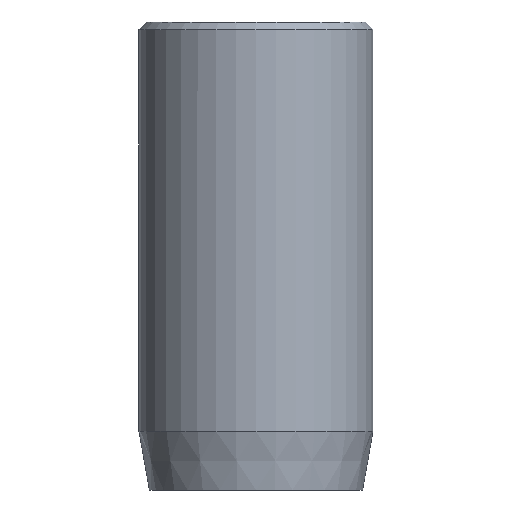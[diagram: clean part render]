
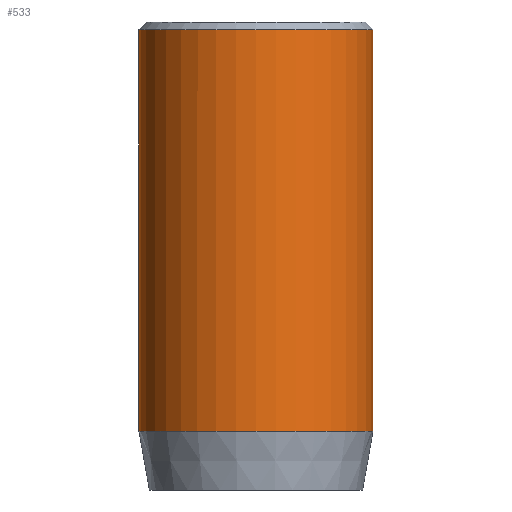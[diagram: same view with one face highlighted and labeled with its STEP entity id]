
A CAD part, front view. The second image highlights one B-rep face of the part: STEP entity #533.
In plain terms, the highlighted cylindrical face has radius 3 mm (diameter 6 mm), a partial arc.
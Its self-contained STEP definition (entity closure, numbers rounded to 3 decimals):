
#80 = CARTESIAN_POINT ( 'NONE',  ( -3., 0., 12. ) ) ;
#85 = LINE ( 'NONE', #535, #583 ) ;
#92 = CARTESIAN_POINT ( 'NONE',  ( -3., 0., 1.5 ) ) ;
#226 = EDGE_CURVE ( 'NONE', #1167, #592, #449, .T. ) ;
#248 = EDGE_LOOP ( 'NONE', ( #1183, #553, #435, #1021 ) ) ;
#269 = AXIS2_PLACEMENT_3D ( 'NONE', #909, #691, #571 ) ;
#369 = AXIS2_PLACEMENT_3D ( 'NONE', #1008, #1134, #573 ) ;
#376 = CARTESIAN_POINT ( 'NONE',  ( 3., 0., 11.8 ) ) ;
#432 = EDGE_CURVE ( 'NONE', #1068, #452, #953, .T. ) ;
#435 = ORIENTED_EDGE ( 'NONE', *, *, #973, .T. ) ;
#449 = CIRCLE ( 'NONE', #369, 3. ) ;
#452 = VERTEX_POINT ( 'NONE', #544 ) ;
#533 = ADVANCED_FACE ( 'NONE', ( #1140 ), #876, .T. ) ;
#535 = CARTESIAN_POINT ( 'NONE',  ( 3., 0., 12. ) ) ;
#544 = CARTESIAN_POINT ( 'NONE',  ( 3., 0., 1.5 ) ) ;
#553 = ORIENTED_EDGE ( 'NONE', *, *, #226, .T. ) ;
#564 = DIRECTION ( 'NONE',  ( 0., 0., -1. ) ) ;
#571 = DIRECTION ( 'NONE',  ( -1., 0., 0. ) ) ;
#572 = LINE ( 'NONE', #80, #594 ) ;
#573 = DIRECTION ( 'NONE',  ( 1., 0., 0. ) ) ;
#583 = VECTOR ( 'NONE', #564, 1000. ) ;
#592 = VERTEX_POINT ( 'NONE', #1024 ) ;
#594 = VECTOR ( 'NONE', #658, 1000. ) ;
#658 = DIRECTION ( 'NONE',  ( 0., 0., -1. ) ) ;
#690 = EDGE_CURVE ( 'NONE', #1167, #452, #85, .T. ) ;
#691 = DIRECTION ( 'NONE',  ( 0., 0., -1. ) ) ;
#828 = AXIS2_PLACEMENT_3D ( 'NONE', #1104, #1106, #1109 ) ;
#876 = CYLINDRICAL_SURFACE ( 'NONE', #269, 3. ) ;
#909 = CARTESIAN_POINT ( 'NONE',  ( 0., 0., 12. ) ) ;
#953 = CIRCLE ( 'NONE', #828, 3. ) ;
#973 = EDGE_CURVE ( 'NONE', #592, #1068, #572, .T. ) ;
#1008 = CARTESIAN_POINT ( 'NONE',  ( 0., 0., 11.8 ) ) ;
#1021 = ORIENTED_EDGE ( 'NONE', *, *, #432, .T. ) ;
#1024 = CARTESIAN_POINT ( 'NONE',  ( -3., 0., 11.8 ) ) ;
#1068 = VERTEX_POINT ( 'NONE', #92 ) ;
#1104 = CARTESIAN_POINT ( 'NONE',  ( 0., 0., 1.5 ) ) ;
#1106 = DIRECTION ( 'NONE',  ( 0., 0., 1. ) ) ;
#1109 = DIRECTION ( 'NONE',  ( 1., 0., 0. ) ) ;
#1134 = DIRECTION ( 'NONE',  ( 0., 0., -1. ) ) ;
#1140 = FACE_OUTER_BOUND ( 'NONE', #248, .T. ) ;
#1167 = VERTEX_POINT ( 'NONE', #376 ) ;
#1183 = ORIENTED_EDGE ( 'NONE', *, *, #690, .F. ) ;
